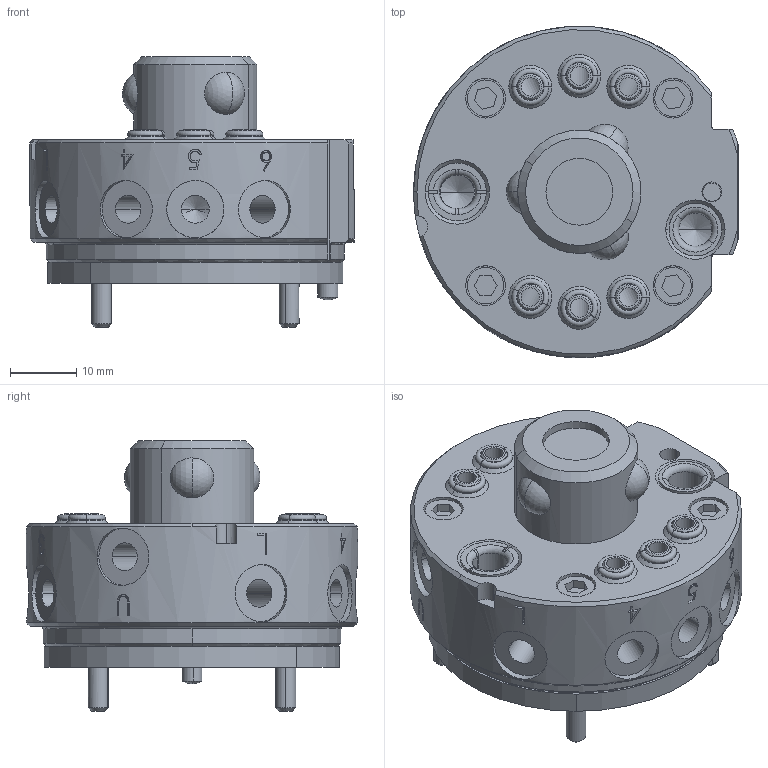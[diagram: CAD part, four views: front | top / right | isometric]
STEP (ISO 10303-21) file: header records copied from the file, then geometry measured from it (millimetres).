
FILE_DESCRIPTION (( 'STEP AP214' ), '1' );
FILE_NAME ('ATI-9120-011M-000-000.STEP', '2020-08-10T03:29:26', ( '' ), ( '' ), 'SwSTEP 2.0', 'SolidWorks 2020', '' );
FILE_SCHEMA (( 'AUTOMOTIVE_DESIGN' ));
Length unit declared in the file: inch
Products named in the file (2): 011M; ATI-9120-011M-000-000
Assembly tree (1 placements, depth 2):
  ATI-9120-011M-000-000
    011M
Bounding box: 49.01 x 50.01 x 40.8 mm (x, y, z)
Volume: 40708 mm3; surface area: 11447.8 mm2
Topology: 1 solids, 2 shells, 468 faces, 1119 edges, 701 vertices
Faces by surface type: plane 145, cylinder 138, cone 78, torus 55, bspline 44, sphere 8
Entity records: 16673 total; most frequent: CARTESIAN_POINT 5906, DIRECTION 2249, ORIENTED_EDGE 2194, EDGE_CURVE 1097, AXIS2_PLACEMENT_3D 904, VERTEX_POINT 701, EDGE_LOOP 550, CIRCLE 476
